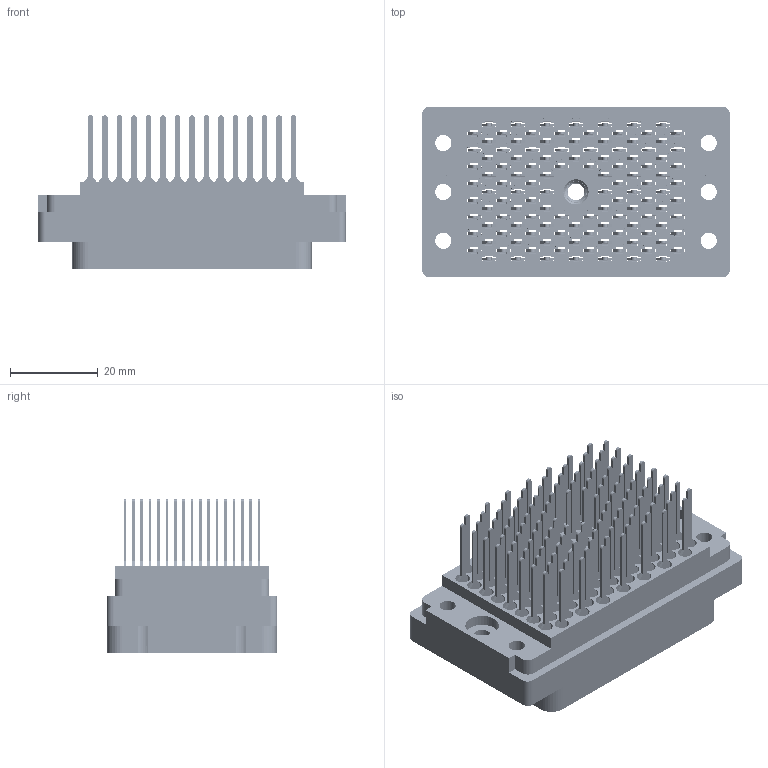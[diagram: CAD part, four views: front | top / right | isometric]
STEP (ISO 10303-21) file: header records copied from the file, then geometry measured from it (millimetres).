
FILE_DESCRIPTION (( 'STEP AP203' ), '1' );
FILE_NAME ('516-120-540-306.STEP', '2020-03-11T04:55:34', ( '' ), ( '' ), 'SwSTEP 2.0', 'SolidWorks 2016', '' );
FILE_SCHEMA (( 'CONFIG_CONTROL_DESIGN' ));
Length unit declared in the file: inch
Products named in the file (4): 516 Plug Insulator_120; 516-292-001_540 Contact; 516-120-540-306; 516-252-095-100
Assembly tree (122 placements, depth 2):
  516-120-540-306
    516 Plug Insulator_120
    516-292-001_540 Contact  x120
    516-252-095-100
Bounding box: 69.85 x 38.73 x 34.92 mm (x, y, z)
Volume: 24691.8 mm3; surface area: 52141.7 mm2
Topology: 122 solids, 122 shells, 11069 faces, 32181 edges, 21371 vertices
Faces by surface type: plane 6850, cylinder 3481, bspline 726, cone 12
Entity records: 90471 total; most frequent: CARTESIAN_POINT 17293, ORIENTED_EDGE 14858, DIRECTION 14296, EDGE_CURVE 7429, LINE 5626, VECTOR 5626, VERTEX_POINT 4949, AXIS2_PLACEMENT_3D 4335
